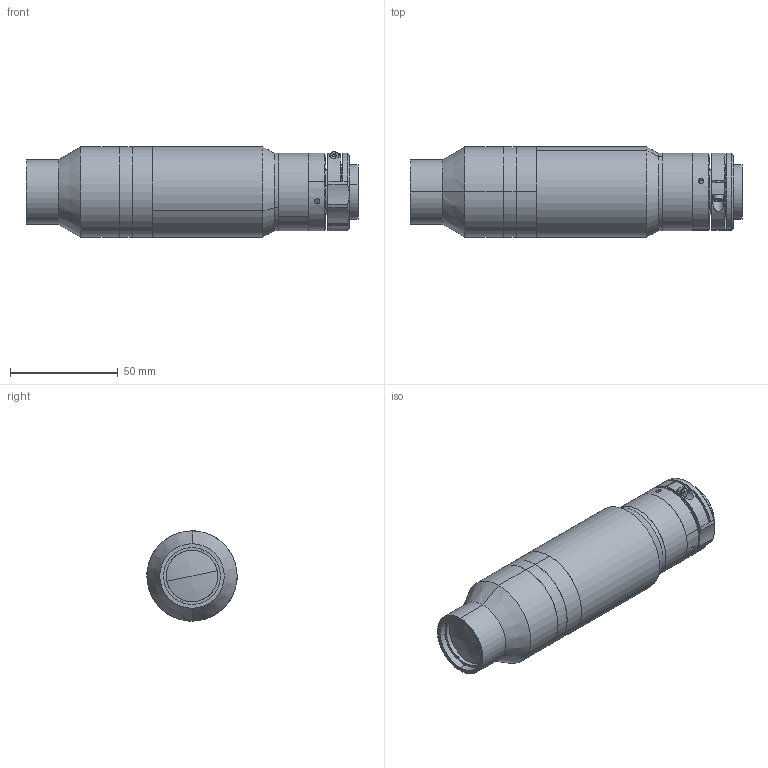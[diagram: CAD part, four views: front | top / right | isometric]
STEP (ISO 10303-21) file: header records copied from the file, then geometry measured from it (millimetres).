
FILE_DESCRIPTION (( 'STEP AP203' ), '1' );
FILE_NAME ('XF-MH015X839.STEP', '2020-08-24T07:13:51', ( 'canrill-02' ), ( '' ), 'SwSTEP 2.0', 'SolidWorks 2014', '' );
FILE_SCHEMA (( 'CONFIG_CONTROL_DESIGN' ));
Length unit declared in the file: millimetre
Products named in the file (1): XF-MH015X839
Bounding box: 154.35 x 42 x 42 mm (x, y, z)
Surface area: 25606.4 mm2 (no closed solid volume)
Topology: 0 solids, 13 shells, 111 faces, 292 edges, 199 vertices
Faces by surface type: cylinder 51, plane 39, cone 17, sphere 2, torus 2
Entity records: 3807 total; most frequent: CARTESIAN_POINT 922, DIRECTION 644, ORIENTED_EDGE 496, EDGE_CURVE 290, AXIS2_PLACEMENT_3D 265, VERTEX_POINT 199, CIRCLE 153, EDGE_LOOP 136
